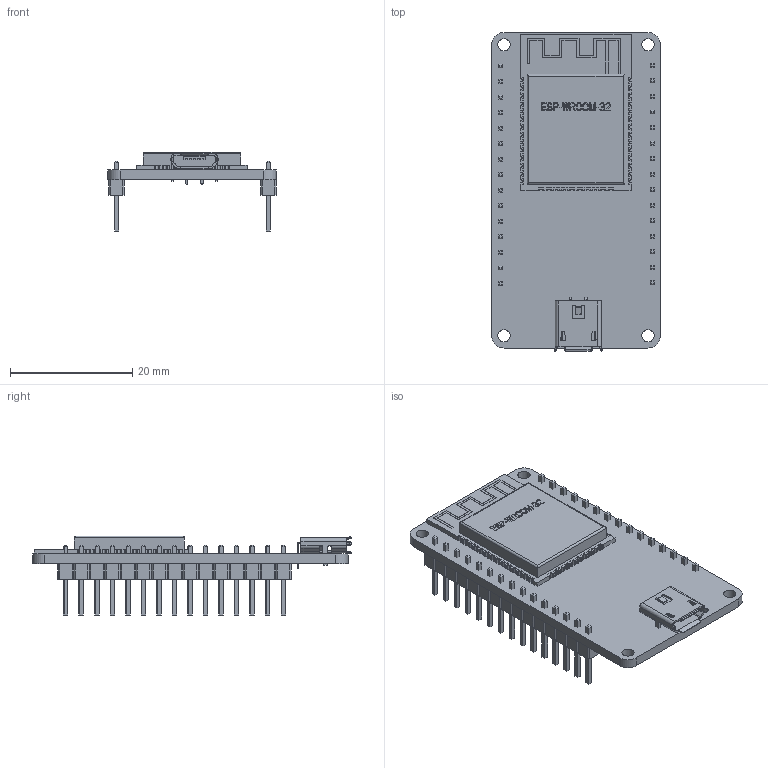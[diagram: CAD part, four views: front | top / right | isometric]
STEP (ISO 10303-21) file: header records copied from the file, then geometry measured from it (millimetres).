
FILE_DESCRIPTION(('FreeCAD Model'),'2;1');
FILE_NAME('Open CASCADE Shape Model','2024-04-07T05:44:23',(''),(''), 'Open CASCADE STEP processor 7.7','FreeCAD','Unknown');
FILE_SCHEMA(('AUTOMOTIVE_DESIGN { 1 0 10303 214 1 1 1 1 }'));
Length unit declared in the file: millimetre
Products named in the file (11): LinkGroup002; LinkGroup001; LinkGroup; PinHeader_1x15_P254mm_Vertical; PinHeader_1x15_P254mm_Vertical001; Extrude; ASSEMBLY; ESP-WROOM-32; Micro USB 2 pin002; Micro USB 2 pin; Micro USB 2 pin001
Assembly tree (13 placements, depth 4):
  LinkGroup002
    LinkGroup001
      LinkGroup
        PinHeader_1x15_P254mm_Vertical
        PinHeader_1x15_P254mm_Vertical001
      Extrude
      ASSEMBLY
        ESP-WROOM-32
    Micro USB 2 pin002
      Micro USB 2 pin
      Micro USB 2 pin001
    LinkGroup
      PinHeader_1x15_P254mm_Vertical
      PinHeader_1x15_P254mm_Vertical001
    Extrude
    ASSEMBLY
      ESP-WROOM-32
Bounding box: 27.53 x 52.13 x 13.07 mm (x, y, z)
Volume: 7760.4 mm3; surface area: 11882.3 mm2
Topology: 10 solids, 10 shells, 3557 faces, 9546 edges, 6166 vertices
Faces by surface type: plane 3374, cylinder 167, bspline 16
Full cylindrical faces by diameter (mm): 2 x8
Entity records: 65960 total; most frequent: CARTESIAN_POINT 10951, ORIENTED_EDGE 10186, DIRECTION 9007, EDGE_CURVE 5093, LINE 4815, VECTOR 4815, VERTEX_POINT 3292, AXIS2_PLACEMENT_3D 2096
